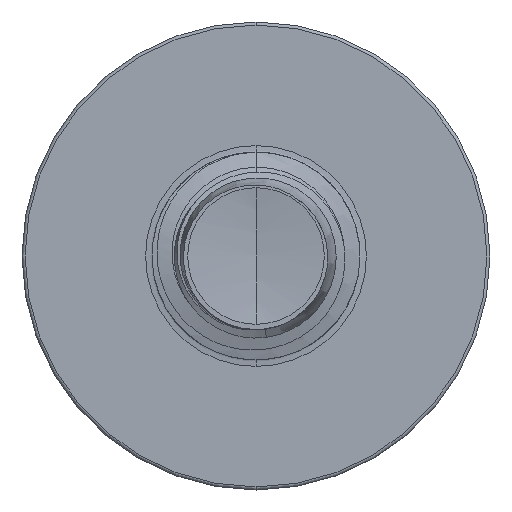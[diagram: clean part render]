
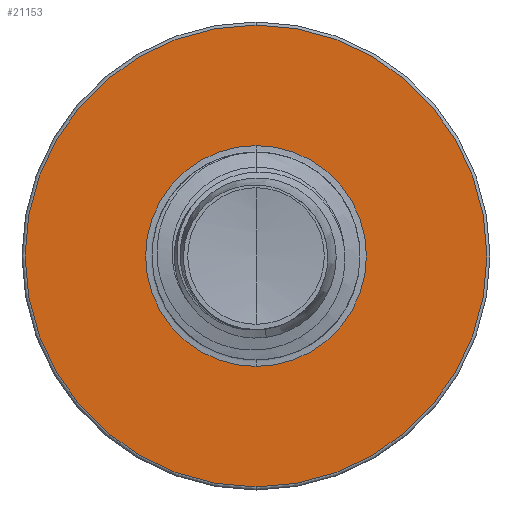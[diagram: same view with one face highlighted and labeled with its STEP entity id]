
A CAD part, front view. The second image highlights one B-rep face of the part: STEP entity #21153.
In plain terms, the highlighted planar face has unit normal (0, -1, 0).
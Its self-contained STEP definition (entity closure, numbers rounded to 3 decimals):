
#161 = AXIS2_PLACEMENT_3D ( 'NONE', #43320, #14233, #48184 ) ;
#1051 = CARTESIAN_POINT ( 'NONE',  ( 0., 35., -6.66 ) ) ;
#1476 = VERTEX_POINT ( 'NONE', #33641 ) ;
#1858 = VERTEX_POINT ( 'NONE', #3644 ) ;
#2113 = EDGE_LOOP ( 'NONE', ( #36261, #8440 ) ) ;
#3644 = CARTESIAN_POINT ( 'NONE',  ( 0., 35., 3.186 ) ) ;
#5052 = CARTESIAN_POINT ( 'NONE',  ( 0., 35., 0. ) ) ;
#8354 = AXIS2_PLACEMENT_3D ( 'NONE', #38852, #19499, #53441 ) ;
#8440 = ORIENTED_EDGE ( 'NONE', *, *, #28966, .F. ) ;
#9981 = DIRECTION ( 'NONE',  ( 0., 0., 1. ) ) ;
#10056 = AXIS2_PLACEMENT_3D ( 'NONE', #5052, #39079, #9981 ) ;
#12709 = CARTESIAN_POINT ( 'NONE',  ( 0., 35., 6.66 ) ) ;
#12793 = VERTEX_POINT ( 'NONE', #12709 ) ;
#13786 = PLANE ( 'NONE',  #8354 ) ;
#14233 = DIRECTION ( 'NONE',  ( 0., 1., 0. ) ) ;
#14254 = EDGE_CURVE ( 'NONE', #12793, #48304, #46897, .T. ) ;
#15218 = EDGE_CURVE ( 'NONE', #1476, #1858, #40812, .T. ) ;
#15818 = CARTESIAN_POINT ( 'NONE',  ( 0., 35., 0. ) ) ;
#16161 = CARTESIAN_POINT ( 'NONE',  ( 0., 35., 0. ) ) ;
#19499 = DIRECTION ( 'NONE',  ( 0., 1., 0. ) ) ;
#20677 = DIRECTION ( 'NONE',  ( 0., 0., 1. ) ) ;
#21015 = DIRECTION ( 'NONE',  ( 0., 0., 1. ) ) ;
#21153 = ADVANCED_FACE ( 'NONE', ( #28710, #54493 ), #13786, .F. ) ;
#27434 = AXIS2_PLACEMENT_3D ( 'NONE', #16161, #50098, #21015 ) ;
#28670 = EDGE_CURVE ( 'NONE', #1858, #1476, #32430, .T. ) ;
#28710 = FACE_OUTER_BOUND ( 'NONE', #2113, .T. ) ;
#28966 = EDGE_CURVE ( 'NONE', #48304, #12793, #42289, .T. ) ;
#32430 = CIRCLE ( 'NONE', #161, 3.186 ) ;
#33641 = CARTESIAN_POINT ( 'NONE',  ( 0., 35., -3.186 ) ) ;
#36261 = ORIENTED_EDGE ( 'NONE', *, *, #14254, .F. ) ;
#38852 = CARTESIAN_POINT ( 'NONE',  ( 0., 35., -3.186 ) ) ;
#39079 = DIRECTION ( 'NONE',  ( 0., 1., 0. ) ) ;
#40812 = CIRCLE ( 'NONE', #27434, 3.186 ) ;
#41679 = AXIS2_PLACEMENT_3D ( 'NONE', #15818, #49754, #20677 ) ;
#42230 = ORIENTED_EDGE ( 'NONE', *, *, #15218, .T. ) ;
#42289 = CIRCLE ( 'NONE', #10056, 6.66 ) ;
#43320 = CARTESIAN_POINT ( 'NONE',  ( 0., 35., 0. ) ) ;
#46614 = EDGE_LOOP ( 'NONE', ( #59596, #42230 ) ) ;
#46897 = CIRCLE ( 'NONE', #41679, 6.66 ) ;
#48184 = DIRECTION ( 'NONE',  ( 0., 0., 1. ) ) ;
#48304 = VERTEX_POINT ( 'NONE', #1051 ) ;
#49754 = DIRECTION ( 'NONE',  ( 0., 1., 0. ) ) ;
#50098 = DIRECTION ( 'NONE',  ( 0., 1., 0. ) ) ;
#53441 = DIRECTION ( 'NONE',  ( 0., 0., 1. ) ) ;
#54493 = FACE_BOUND ( 'NONE', #46614, .T. ) ;
#59596 = ORIENTED_EDGE ( 'NONE', *, *, #28670, .T. ) ;
